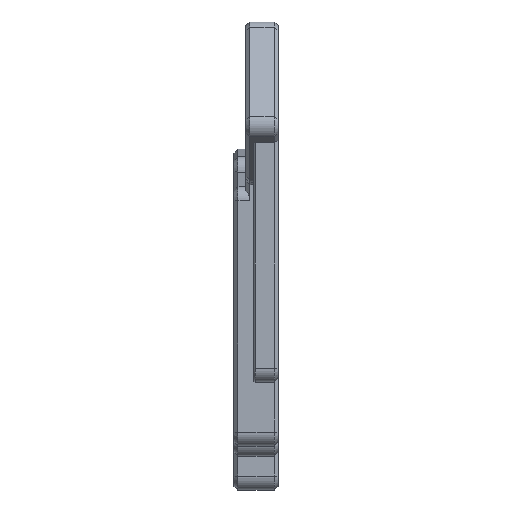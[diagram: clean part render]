
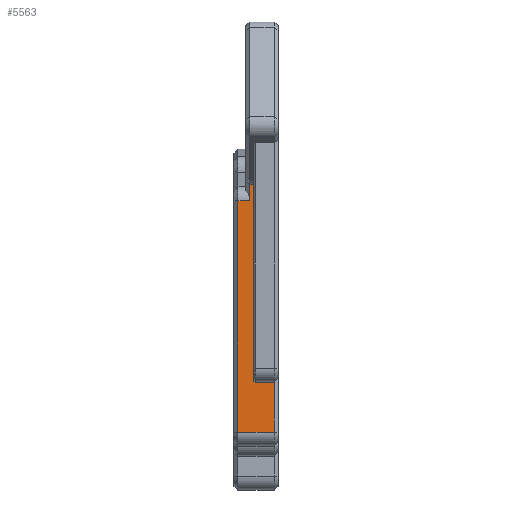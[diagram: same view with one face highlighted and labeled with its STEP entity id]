
A CAD part, left-side view. The second image highlights one B-rep face of the part: STEP entity #5563.
In plain terms, the highlighted face is planar.
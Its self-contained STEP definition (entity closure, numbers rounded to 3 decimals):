
#351=FACE_OUTER_BOUND('',#677,.T.);
#677=EDGE_LOOP('',(#4471,#4472,#4473,#4474,#4475,#4476,#4477,#4478,#4479,
#4480,#4481,#4482));
#1302=LINE('',#8521,#1947);
#1319=LINE('',#8560,#1964);
#1325=LINE('',#8579,#1970);
#1328=LINE('',#8584,#1973);
#1345=LINE('',#8629,#1990);
#1377=LINE('',#8713,#2022);
#1411=LINE('',#8799,#2056);
#1412=LINE('',#8801,#2057);
#1413=LINE('',#8803,#2058);
#1414=LINE('',#8804,#2059);
#1415=LINE('',#8805,#2060);
#1416=LINE('',#8806,#2061);
#1947=VECTOR('',#6896,10.);
#1964=VECTOR('',#6929,10.);
#1970=VECTOR('',#6945,10.);
#1973=VECTOR('',#6950,10.);
#1990=VECTOR('',#6987,10.);
#2022=VECTOR('',#7081,10.);
#2056=VECTOR('',#7161,10.);
#2057=VECTOR('',#7162,10.);
#2058=VECTOR('',#7163,10.);
#2059=VECTOR('',#7164,10.);
#2060=VECTOR('',#7165,10.);
#2061=VECTOR('',#7166,10.);
#2530=VERTEX_POINT('',#8519);
#2531=VERTEX_POINT('',#8520);
#2545=VERTEX_POINT('',#8558);
#2552=VERTEX_POINT('',#8577);
#2553=VERTEX_POINT('',#8578);
#2554=VERTEX_POINT('',#8583);
#2572=VERTEX_POINT('',#8627);
#2592=VERTEX_POINT('',#8711);
#2593=VERTEX_POINT('',#8712);
#2622=VERTEX_POINT('',#8798);
#2623=VERTEX_POINT('',#8800);
#2624=VERTEX_POINT('',#8802);
#3165=EDGE_CURVE('',#2530,#2531,#1302,.T.);
#3185=EDGE_CURVE('',#2545,#2530,#1319,.T.);
#3193=EDGE_CURVE('',#2552,#2553,#1325,.F.);
#3196=EDGE_CURVE('',#2552,#2554,#1328,.T.);
#3220=EDGE_CURVE('',#2572,#2545,#1345,.T.);
#3261=EDGE_CURVE('',#2592,#2593,#1377,.T.);
#3304=EDGE_CURVE('',#2622,#2593,#1411,.T.);
#3305=EDGE_CURVE('',#2622,#2623,#1412,.T.);
#3306=EDGE_CURVE('',#2624,#2623,#1413,.T.);
#3307=EDGE_CURVE('',#2624,#2554,#1414,.T.);
#3308=EDGE_CURVE('',#2531,#2553,#1415,.T.);
#3309=EDGE_CURVE('',#2572,#2592,#1416,.T.);
#4471=ORIENTED_EDGE('',*,*,#3304,.F.);
#4472=ORIENTED_EDGE('',*,*,#3305,.T.);
#4473=ORIENTED_EDGE('',*,*,#3306,.F.);
#4474=ORIENTED_EDGE('',*,*,#3307,.T.);
#4475=ORIENTED_EDGE('',*,*,#3196,.F.);
#4476=ORIENTED_EDGE('',*,*,#3193,.T.);
#4477=ORIENTED_EDGE('',*,*,#3308,.F.);
#4478=ORIENTED_EDGE('',*,*,#3165,.F.);
#4479=ORIENTED_EDGE('',*,*,#3185,.F.);
#4480=ORIENTED_EDGE('',*,*,#3220,.F.);
#4481=ORIENTED_EDGE('',*,*,#3309,.T.);
#4482=ORIENTED_EDGE('',*,*,#3261,.T.);
#5304=PLANE('',#5977);
#5563=ADVANCED_FACE('',(#351),#5304,.F.);
#5977=AXIS2_PLACEMENT_3D('',#8797,#7159,#7160);
#6896=DIRECTION('',(0.,0.707,0.707));
#6929=DIRECTION('',(0.,-1.,0.));
#6945=DIRECTION('',(0.,-0.707,0.707));
#6950=DIRECTION('',(0.,-1.,0.));
#6987=DIRECTION('',(0.,0.,1.));
#7081=DIRECTION('',(0.,0.,1.));
#7159=DIRECTION('center_axis',(-1.,0.,0.));
#7160=DIRECTION('ref_axis',(0.,0.,1.));
#7161=DIRECTION('',(0.,-1.,0.));
#7162=DIRECTION('',(0.,0.,1.));
#7163=DIRECTION('',(0.,1.,0.));
#7164=DIRECTION('',(0.,0.,-1.));
#7165=DIRECTION('',(0.,0.,1.));
#7166=DIRECTION('',(0.,1.,0.));
#8519=CARTESIAN_POINT('',(91.309,4.7,42.812));
#8520=CARTESIAN_POINT('',(91.309,5.,43.112));
#8521=CARTESIAN_POINT('',(91.309,-8.235,29.878));
#8558=CARTESIAN_POINT('',(91.309,5.,42.812));
#8560=CARTESIAN_POINT('',(91.309,0.,42.812));
#8577=CARTESIAN_POINT('',(91.309,4.7,45.112));
#8578=CARTESIAN_POINT('',(91.309,5.,44.812));
#8579=CARTESIAN_POINT('',(91.309,16.01,33.803));
#8583=CARTESIAN_POINT('',(91.309,-0.1,45.112));
#8584=CARTESIAN_POINT('',(91.309,0.,45.112));
#8627=CARTESIAN_POINT('',(91.309,5.,-4.527));
#8629=CARTESIAN_POINT('',(91.309,5.,5.249));
#8711=CARTESIAN_POINT('',(91.309,6.,-4.527));
#8712=CARTESIAN_POINT('',(91.309,6.,-0.498));
#8713=CARTESIAN_POINT('',(91.309,6.,-13.473));
#8797=CARTESIAN_POINT('Origin',(91.309,0.,-4.527));
#8798=CARTESIAN_POINT('',(91.309,9.,-0.498));
#8799=CARTESIAN_POINT('',(91.309,7.,-0.498));
#8800=CARTESIAN_POINT('',(91.309,9.,57.652));
#8801=CARTESIAN_POINT('',(91.309,9.,4.439));
#8802=CARTESIAN_POINT('',(91.309,-0.1,57.652));
#8803=CARTESIAN_POINT('',(91.309,0.,57.652));
#8804=CARTESIAN_POINT('',(91.309,-0.1,4.439));
#8805=CARTESIAN_POINT('',(91.309,5.,5.249));
#8806=CARTESIAN_POINT('',(91.309,0.,-4.527));
